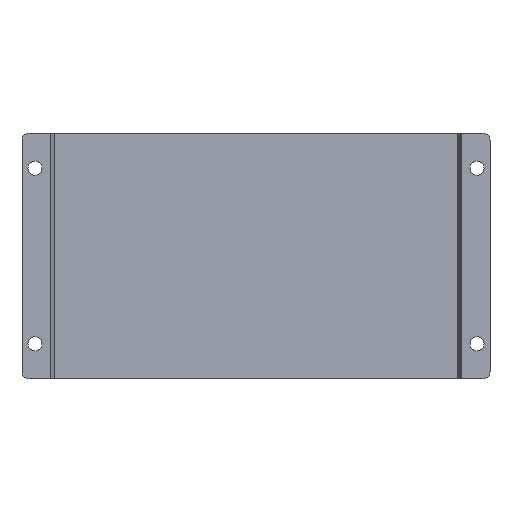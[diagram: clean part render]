
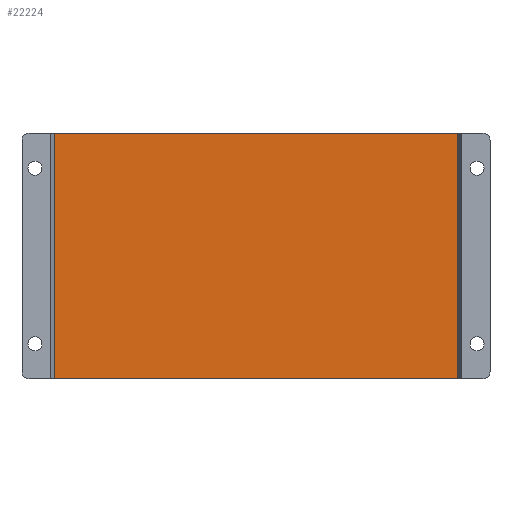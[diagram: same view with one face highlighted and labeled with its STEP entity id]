
A CAD part, front view. The second image highlights one B-rep face of the part: STEP entity #22224.
In plain terms, the highlighted planar face has unit normal (0, -1, 0).
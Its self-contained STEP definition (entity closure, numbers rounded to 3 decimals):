
#680 = DIRECTION ( 'NONE',  ( 1., 0., 0. ) ) ;
#812 = EDGE_LOOP ( 'NONE', ( #12783, #21974, #13435, #13683 ) ) ;
#1262 = VECTOR ( 'NONE', #7494, 1000. ) ;
#1791 = VECTOR ( 'NONE', #15715, 1000. ) ;
#1921 = AXIS2_PLACEMENT_3D ( 'NONE', #16743, #4238, #18612 ) ;
#2177 = VECTOR ( 'NONE', #680, 1000. ) ;
#4199 = CARTESIAN_POINT ( 'NONE',  ( 57.5, 3., 0. ) ) ;
#4238 = DIRECTION ( 'NONE',  ( 0., 1., 0. ) ) ;
#4308 = CARTESIAN_POINT ( 'NONE',  ( -57.5, 3., 0. ) ) ;
#5197 = DIRECTION ( 'NONE',  ( 0., 0., -1. ) ) ;
#5362 = EDGE_CURVE ( 'NONE', #13284, #5431, #6246, .T. ) ;
#5431 = VERTEX_POINT ( 'NONE', #4199 ) ;
#5757 = CARTESIAN_POINT ( 'NONE',  ( -57.5, 3., 70. ) ) ;
#5955 = FACE_OUTER_BOUND ( 'NONE', #812, .T. ) ;
#6041 = VECTOR ( 'NONE', #5197, 1000. ) ;
#6246 = LINE ( 'NONE', #4308, #2177 ) ;
#7494 = DIRECTION ( 'NONE',  ( 1., 0., 0. ) ) ;
#10156 = CARTESIAN_POINT ( 'NONE',  ( -57.5, 3., 70. ) ) ;
#11248 = PLANE ( 'NONE',  #1921 ) ;
#12059 = CARTESIAN_POINT ( 'NONE',  ( 57.5, 3., 70. ) ) ;
#12783 = ORIENTED_EDGE ( 'NONE', *, *, #5362, .T. ) ;
#13284 = VERTEX_POINT ( 'NONE', #16937 ) ;
#13290 = CARTESIAN_POINT ( 'NONE',  ( -57.5, 3., 70. ) ) ;
#13435 = ORIENTED_EDGE ( 'NONE', *, *, #19824, .F. ) ;
#13683 = ORIENTED_EDGE ( 'NONE', *, *, #20901, .T. ) ;
#13750 = EDGE_CURVE ( 'NONE', #16195, #5431, #17236, .T. ) ;
#15715 = DIRECTION ( 'NONE',  ( 0., 0., -1. ) ) ;
#16195 = VERTEX_POINT ( 'NONE', #18962 ) ;
#16743 = CARTESIAN_POINT ( 'NONE',  ( -57.5, 3., 70. ) ) ;
#16937 = CARTESIAN_POINT ( 'NONE',  ( -57.5, 3., 0. ) ) ;
#17175 = LINE ( 'NONE', #10156, #6041 ) ;
#17236 = LINE ( 'NONE', #12059, #1791 ) ;
#18612 = DIRECTION ( 'NONE',  ( -1., 0., 0. ) ) ;
#18962 = CARTESIAN_POINT ( 'NONE',  ( 57.5, 3., 70. ) ) ;
#19800 = LINE ( 'NONE', #5757, #1262 ) ;
#19824 = EDGE_CURVE ( 'NONE', #20434, #16195, #19800, .T. ) ;
#20434 = VERTEX_POINT ( 'NONE', #13290 ) ;
#20901 = EDGE_CURVE ( 'NONE', #20434, #13284, #17175, .T. ) ;
#21974 = ORIENTED_EDGE ( 'NONE', *, *, #13750, .F. ) ;
#22224 = ADVANCED_FACE ( 'NONE', ( #5955 ), #11248, .F. ) ;
